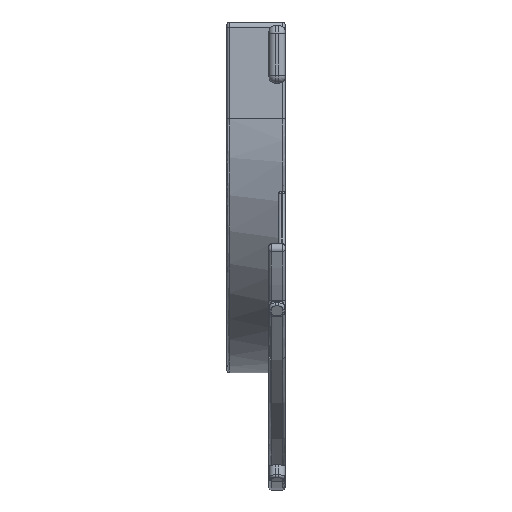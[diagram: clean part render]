
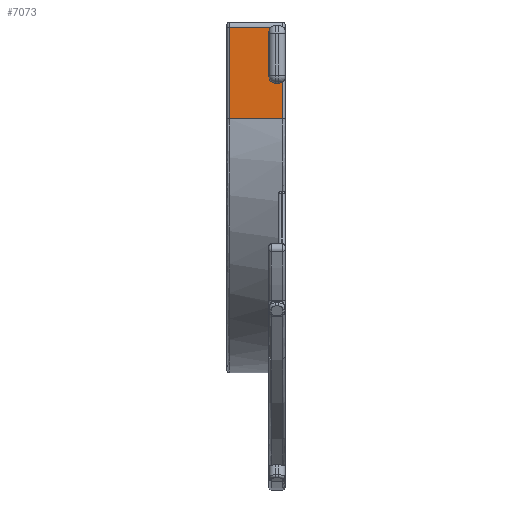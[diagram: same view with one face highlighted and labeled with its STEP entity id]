
A CAD part, left-side view. The second image highlights one B-rep face of the part: STEP entity #7073.
In plain terms, the highlighted planar face has unit normal (-1, 0, 0).
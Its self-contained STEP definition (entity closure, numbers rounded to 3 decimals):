
#42 = VECTOR ( 'NONE', #8623, 1000. ) ;
#363 = DIRECTION ( 'NONE',  ( 0., 0., 1. ) ) ;
#414 = ORIENTED_EDGE ( 'NONE', *, *, #615, .T. ) ;
#427 = ORIENTED_EDGE ( 'NONE', *, *, #5041, .T. ) ;
#615 = EDGE_CURVE ( 'NONE', #3862, #2326, #9182, .T. ) ;
#813 = AXIS2_PLACEMENT_3D ( 'NONE', #2305, #9485, #8689 ) ;
#836 = CARTESIAN_POINT ( 'NONE',  ( -83.5, 0.75, 28.25 ) ) ;
#865 = CARTESIAN_POINT ( 'NONE',  ( -83.5, 0.75, 0. ) ) ;
#1064 = VECTOR ( 'NONE', #3211, 1000. ) ;
#1092 = CARTESIAN_POINT ( 'NONE',  ( -83.5, 18., 0. ) ) ;
#1094 = DIRECTION ( 'NONE',  ( 0., 1., 0. ) ) ;
#1104 = EDGE_CURVE ( 'NONE', #2326, #6205, #5027, .T. ) ;
#1395 = DIRECTION ( 'NONE',  ( 0., 0., -1. ) ) ;
#1491 = CARTESIAN_POINT ( 'NONE',  ( -83.5, 17.25, 0. ) ) ;
#1724 = EDGE_CURVE ( 'NONE', #6027, #3862, #6274, .T. ) ;
#1805 = EDGE_CURVE ( 'NONE', #2866, #6543, #3011, .T. ) ;
#2141 = LINE ( 'NONE', #3979, #2772 ) ;
#2305 = CARTESIAN_POINT ( 'NONE',  ( -83.5, 3., 18.5 ) ) ;
#2326 = VERTEX_POINT ( 'NONE', #7589 ) ;
#2356 = CARTESIAN_POINT ( 'NONE',  ( -83.5, 18., 0. ) ) ;
#2568 = LINE ( 'NONE', #2356, #1064 ) ;
#2593 = DIRECTION ( 'NONE',  ( 1., 0., 0. ) ) ;
#2634 = EDGE_CURVE ( 'NONE', #6205, #6770, #2141, .T. ) ;
#2638 = DIRECTION ( 'NONE',  ( 1., 0., 0. ) ) ;
#2701 = ORIENTED_EDGE ( 'NONE', *, *, #7555, .T. ) ;
#2772 = VECTOR ( 'NONE', #8640, 1000. ) ;
#2866 = VERTEX_POINT ( 'NONE', #865 ) ;
#2980 = ORIENTED_EDGE ( 'NONE', *, *, #2634, .T. ) ;
#3011 = LINE ( 'NONE', #8756, #9153 ) ;
#3062 = VERTEX_POINT ( 'NONE', #8270 ) ;
#3066 = FACE_OUTER_BOUND ( 'NONE', #4582, .T. ) ;
#3135 = EDGE_CURVE ( 'NONE', #6027, #7818, #9534, .T. ) ;
#3211 = DIRECTION ( 'NONE',  ( 0., -1., 0. ) ) ;
#3238 = VECTOR ( 'NONE', #3555, 1000. ) ;
#3382 = DIRECTION ( 'NONE',  ( 0., 0., -1. ) ) ;
#3388 = CARTESIAN_POINT ( 'NONE',  ( -83.5, 2., 16.5 ) ) ;
#3424 = CARTESIAN_POINT ( 'NONE',  ( -83.5, 3., 21.5 ) ) ;
#3445 = CARTESIAN_POINT ( 'NONE',  ( -83.5, 3., 16.5 ) ) ;
#3508 = CARTESIAN_POINT ( 'NONE',  ( -83.5, 17.25, 0. ) ) ;
#3555 = DIRECTION ( 'NONE',  ( 0., 0., -1. ) ) ;
#3662 = ORIENTED_EDGE ( 'NONE', *, *, #1104, .T. ) ;
#3862 = VERTEX_POINT ( 'NONE', #8488 ) ;
#3979 = CARTESIAN_POINT ( 'NONE',  ( -83.5, 5., 23.5 ) ) ;
#4412 = VERTEX_POINT ( 'NONE', #836 ) ;
#4552 = CARTESIAN_POINT ( 'NONE',  ( -83.5, 5., 16.5 ) ) ;
#4582 = EDGE_LOOP ( 'NONE', ( #8235, #427, #9935, #10312, #7809, #6359, #4942, #414, #3662, #2980, #2701, #5501 ) ) ;
#4938 = VECTOR ( 'NONE', #363, 1000. ) ;
#4942 = ORIENTED_EDGE ( 'NONE', *, *, #1724, .T. ) ;
#5027 = CIRCLE ( 'NONE', #5806, 2. ) ;
#5041 = EDGE_CURVE ( 'NONE', #7393, #6788, #9626, .T. ) ;
#5121 = DIRECTION ( 'NONE',  ( 0., -1., 0. ) ) ;
#5501 = ORIENTED_EDGE ( 'NONE', *, *, #7066, .T. ) ;
#5527 = LINE ( 'NONE', #9044, #7542 ) ;
#5806 = AXIS2_PLACEMENT_3D ( 'NONE', #3424, #2638, #3382 ) ;
#5879 = PLANE ( 'NONE',  #9479 ) ;
#5993 = CARTESIAN_POINT ( 'NONE',  ( -83.5, 0.75, 16.939 ) ) ;
#6027 = VERTEX_POINT ( 'NONE', #3445 ) ;
#6140 = DIRECTION ( 'NONE',  ( 1., 0., 0. ) ) ;
#6183 = CARTESIAN_POINT ( 'NONE',  ( -83.5, 2., 21.5 ) ) ;
#6205 = VERTEX_POINT ( 'NONE', #7016 ) ;
#6274 = CIRCLE ( 'NONE', #813, 2. ) ;
#6359 = ORIENTED_EDGE ( 'NONE', *, *, #3135, .F. ) ;
#6503 = CARTESIAN_POINT ( 'NONE',  ( -83.5, 2., 18.5 ) ) ;
#6543 = VERTEX_POINT ( 'NONE', #5993 ) ;
#6770 = VERTEX_POINT ( 'NONE', #10160 ) ;
#6788 = VERTEX_POINT ( 'NONE', #1491 ) ;
#6801 = EDGE_CURVE ( 'NONE', #6788, #2866, #2568, .T. ) ;
#6824 = DIRECTION ( 'NONE',  ( 0., 0., -1. ) ) ;
#6878 = VECTOR ( 'NONE', #5121, 1000. ) ;
#7016 = CARTESIAN_POINT ( 'NONE',  ( -83.5, 3., 23.5 ) ) ;
#7066 = EDGE_CURVE ( 'NONE', #3062, #4412, #9207, .T. ) ;
#7073 = ADVANCED_FACE ( 'NONE', ( #3066 ), #5879, .F. ) ;
#7393 = VERTEX_POINT ( 'NONE', #10354 ) ;
#7514 = CARTESIAN_POINT ( 'NONE',  ( -83.5, 5., 16.5 ) ) ;
#7542 = VECTOR ( 'NONE', #1094, 1000. ) ;
#7555 = EDGE_CURVE ( 'NONE', #6770, #3062, #10195, .T. ) ;
#7589 = CARTESIAN_POINT ( 'NONE',  ( -83.5, 5., 21.5 ) ) ;
#7809 = ORIENTED_EDGE ( 'NONE', *, *, #8779, .T. ) ;
#7818 = VERTEX_POINT ( 'NONE', #3388 ) ;
#7823 = DIRECTION ( 'NONE',  ( 0., 0., 1. ) ) ;
#8108 = DIRECTION ( 'NONE',  ( 0., 0., -1. ) ) ;
#8180 = CIRCLE ( 'NONE', #10075, 2. ) ;
#8235 = ORIENTED_EDGE ( 'NONE', *, *, #8368, .T. ) ;
#8270 = CARTESIAN_POINT ( 'NONE',  ( -83.5, 0.75, 23.061 ) ) ;
#8368 = EDGE_CURVE ( 'NONE', #4412, #7393, #5527, .T. ) ;
#8461 = CARTESIAN_POINT ( 'NONE',  ( -83.5, 0.75, 28.25 ) ) ;
#8488 = CARTESIAN_POINT ( 'NONE',  ( -83.5, 5., 18.5 ) ) ;
#8623 = DIRECTION ( 'NONE',  ( 0., 0., 1. ) ) ;
#8640 = DIRECTION ( 'NONE',  ( 0., -1., 0. ) ) ;
#8689 = DIRECTION ( 'NONE',  ( 0., 0., -1. ) ) ;
#8756 = CARTESIAN_POINT ( 'NONE',  ( -83.5, 0.75, 18.5 ) ) ;
#8779 = EDGE_CURVE ( 'NONE', #6543, #7818, #8180, .T. ) ;
#9044 = CARTESIAN_POINT ( 'NONE',  ( -83.5, 18., 28.25 ) ) ;
#9153 = VECTOR ( 'NONE', #7823, 1000. ) ;
#9182 = LINE ( 'NONE', #4552, #42 ) ;
#9207 = LINE ( 'NONE', #8461, #4938 ) ;
#9479 = AXIS2_PLACEMENT_3D ( 'NONE', #1092, #9870, #6824 ) ;
#9485 = DIRECTION ( 'NONE',  ( 1., 0., 0. ) ) ;
#9534 = LINE ( 'NONE', #7514, #6878 ) ;
#9626 = LINE ( 'NONE', #3508, #3238 ) ;
#9855 = AXIS2_PLACEMENT_3D ( 'NONE', #6183, #6140, #1395 ) ;
#9870 = DIRECTION ( 'NONE',  ( 1., 0., 0. ) ) ;
#9935 = ORIENTED_EDGE ( 'NONE', *, *, #6801, .T. ) ;
#10075 = AXIS2_PLACEMENT_3D ( 'NONE', #6503, #2593, #8108 ) ;
#10160 = CARTESIAN_POINT ( 'NONE',  ( -83.5, 2., 23.5 ) ) ;
#10195 = CIRCLE ( 'NONE', #9855, 2. ) ;
#10312 = ORIENTED_EDGE ( 'NONE', *, *, #1805, .T. ) ;
#10354 = CARTESIAN_POINT ( 'NONE',  ( -83.5, 17.25, 28.25 ) ) ;
